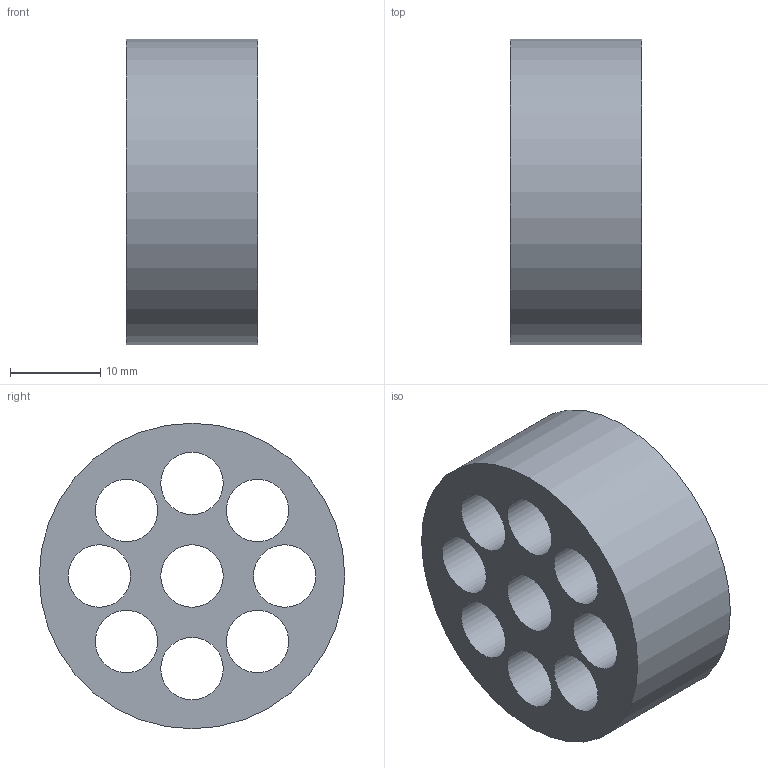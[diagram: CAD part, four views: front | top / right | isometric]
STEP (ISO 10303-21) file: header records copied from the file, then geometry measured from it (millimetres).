
FILE_DESCRIPTION( ( 'STEP AP214' ), '1' );
FILE_NAME( 'SKINTOP DIX-M 40 9x6.9 Art. Nr. 53340969.stp', '2020-06-02T13:02:57', ( 'License CC BY-ND 4.0' ), ( 'CADENAS' ), ' ', 'PARTsolutions', ' ' );
FILE_SCHEMA( ( 'AUTOMOTIVE_DESIGN { 1 0 10303 214 1 1 1 1 }' ) );
Length unit declared in the file: millimetre
Products named in the file (1): _SKINTOP DIX-M 40 9x6.9      Art. Nr. 53340969
Bounding box: 14.5 x 33.8 x 33.8 mm (x, y, z)
Volume: 8129.5 mm3; surface area: 5496.2 mm2
Topology: 1 solids, 1 shells, 38 faces, 102 edges, 68 vertices
Faces by surface type: cylinder 20, plane 18
Full cylindrical faces by diameter (mm): 6.9 x9, 33.8 x1
Entity records: 1512 total; most frequent: DIRECTION 210, CARTESIAN_POINT 199, ORIENTED_EDGE 184, EDGE_CURVE 92, AXIS2_PLACEMENT_3D 79, EDGE_LOOP 68, VERTEX_POINT 68, LINE 52
